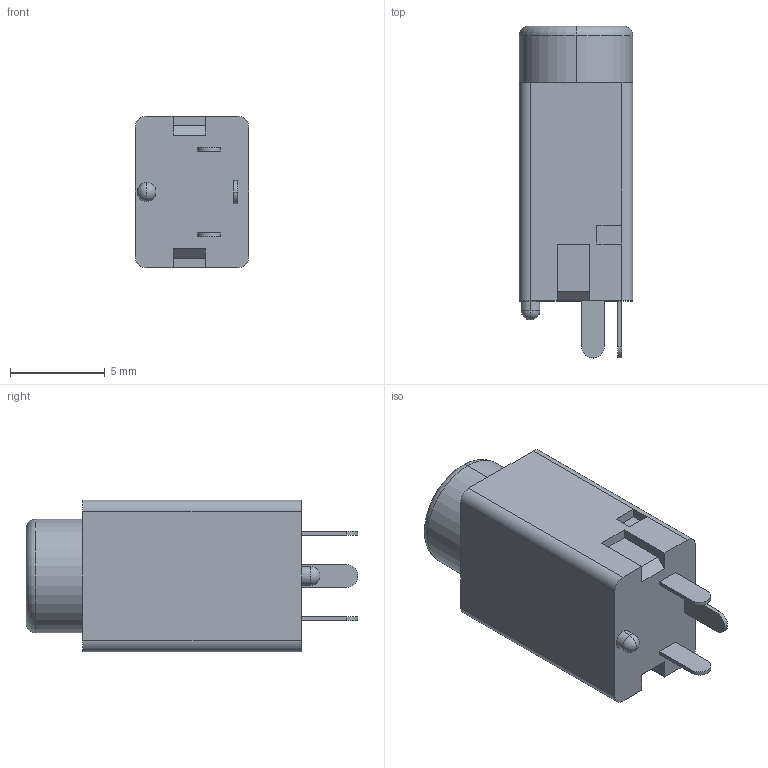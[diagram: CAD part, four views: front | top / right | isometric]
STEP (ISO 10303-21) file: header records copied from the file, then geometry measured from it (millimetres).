
FILE_DESCRIPTION (( 'STEP AP214' ), '1' );
FILE_NAME ('SJ3-350103A.STEP', '2024-08-23T18:24:38', ( '' ), ( '' ), 'SwSTEP 2.0', 'SolidWorks 2021', '' );
FILE_SCHEMA (( 'AUTOMOTIVE_DESIGN' ));
Length unit declared in the file: millimetre
Products named in the file (1): SJ3-350103A
Bounding box: 6 x 17.5 x 8 mm (x, y, z)
Volume: 487.8 mm3; surface area: 689 mm2
Topology: 7 solids, 7 shells, 140 faces, 339 edges, 215 vertices
Faces by surface type: plane 110, cylinder 24, sphere 2, cone 2, torus 2
Entity records: 4077 total; most frequent: CARTESIAN_POINT 761, ORIENTED_EDGE 670, DIRECTION 651, EDGE_CURVE 335, LINE 253, VECTOR 253, VERTEX_POINT 213, AXIS2_PLACEMENT_3D 199
